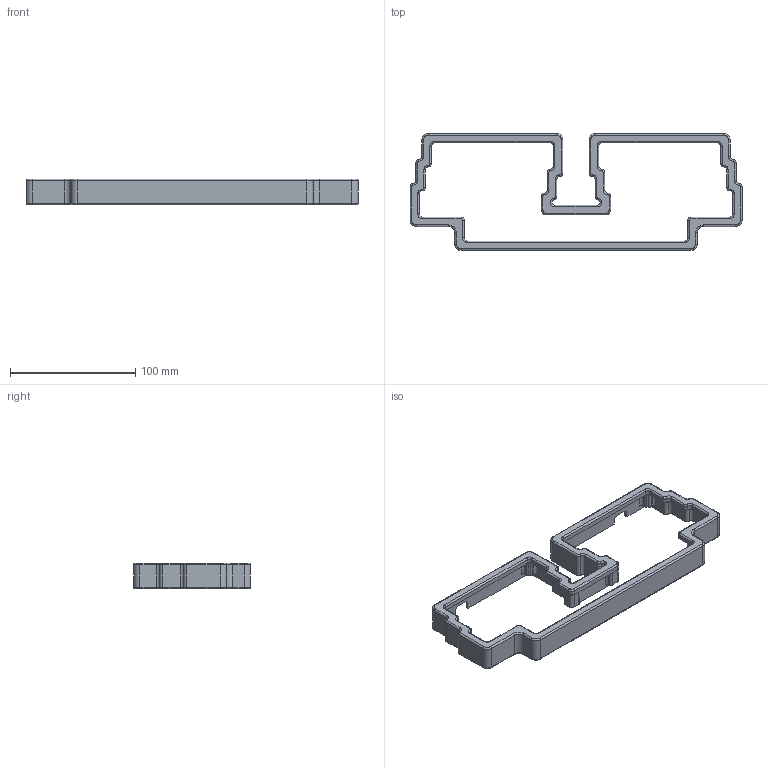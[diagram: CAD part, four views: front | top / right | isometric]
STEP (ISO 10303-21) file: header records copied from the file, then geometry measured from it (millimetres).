
FILE_DESCRIPTION(('HOOPS Exchange Step'),'2;1');
FILE_NAME('temp_export','2024-01-01T23:25:02+19:00',('jscotto'),('Shapr3D Limited'),'HOOPS Exchange 2023.2','Shapr3D','Authorized');
FILE_SCHEMA( ('AUTOMOTIVE_DESIGN { 1 0 10303 214 1 1 1 1 }') );
Length unit declared in the file: millimetre
Products named in the file (1): Gasket Top (ATmega32U4 Pro Micro)
Bounding box: 264.65 x 93.2 x 20.6 mm (x, y, z)
Volume: 67560.2 mm3; surface area: 44803.3 mm2
Topology: 1 solids, 1 shells, 404 faces, 1039 edges, 645 vertices
Faces by surface type: cylinder 208, plane 110, torus 84, sphere 2
Full cylindrical faces by diameter (mm): 3.25 x10
Entity records: 12374 total; most frequent: DIRECTION 2384, CARTESIAN_POINT 2087, ORIENTED_EDGE 2074, EDGE_CURVE 1037, AXIS2_PLACEMENT_3D 942, VERTEX_POINT 645, CIRCLE 537, VECTOR 500
